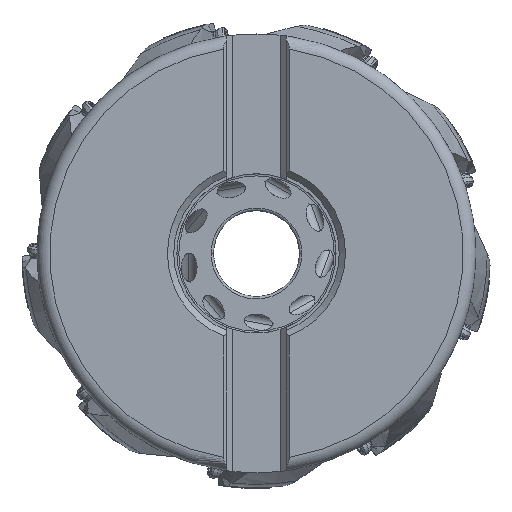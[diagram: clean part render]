
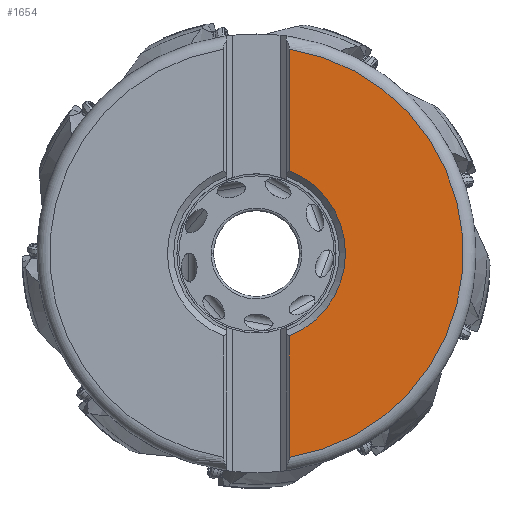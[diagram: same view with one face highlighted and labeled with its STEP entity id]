
A CAD part, top view. The second image highlights one B-rep face of the part: STEP entity #1654.
In plain terms, the highlighted planar face has unit normal (0, 0, 1).
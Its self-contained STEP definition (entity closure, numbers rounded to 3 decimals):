
#879=FACE_OUTER_BOUND('',#2774,.T.);
#1654=ADVANCED_FACE('',(#879),#2328,.T.);
#2328=PLANE('',#15854);
#2774=EDGE_LOOP('',(#7000,#7001,#7002,#7003));
#3707=LINE('',#32921,#4335);
#3708=LINE('',#32922,#4336);
#4335=VECTOR('',#18166,1.);
#4336=VECTOR('',#18167,1.);
#4896=CIRCLE('',#15848,33.);
#4899=CIRCLE('',#15853,14.2);
#7000=ORIENTED_EDGE('',*,*,#12910,.T.);
#7001=ORIENTED_EDGE('',*,*,#12911,.T.);
#7002=ORIENTED_EDGE('',*,*,#12903,.F.);
#7003=ORIENTED_EDGE('',*,*,#12912,.T.);
#11094=VERTEX_POINT('',#32882);
#11095=VERTEX_POINT('',#32883);
#11098=VERTEX_POINT('',#32919);
#11099=VERTEX_POINT('',#32920);
#12903=EDGE_CURVE('',#11094,#11095,#4896,.T.);
#12910=EDGE_CURVE('',#11098,#11099,#4899,.T.);
#12911=EDGE_CURVE('',#11099,#11095,#3707,.T.);
#12912=EDGE_CURVE('',#11094,#11098,#3708,.T.);
#15848=AXIS2_PLACEMENT_3D('',#32881,#18152,#18153);
#15853=AXIS2_PLACEMENT_3D('',#32918,#18164,#18165);
#15854=AXIS2_PLACEMENT_3D('',#32923,#18168,#18169);
#18152=DIRECTION('',(0.,0.,-1.));
#18153=DIRECTION('',(0.159,0.987,0.));
#18164=DIRECTION('',(0.,0.,-1.));
#18165=DIRECTION('',(0.371,0.929,0.));
#18166=DIRECTION('',(0.,-1.,0.));
#18167=DIRECTION('',(0.,-1.,0.));
#18168=DIRECTION('',(0.,0.,1.));
#18169=DIRECTION('',(1.,0.,0.));
#32881=CARTESIAN_POINT('',(0.,0.,0.));
#32882=CARTESIAN_POINT('',(5.262,32.578,0.));
#32883=CARTESIAN_POINT('',(5.262,-32.578,0.));
#32918=CARTESIAN_POINT('',(0.,0.,0.));
#32919=CARTESIAN_POINT('',(5.262,13.189,0.));
#32920=CARTESIAN_POINT('',(5.262,-13.189,0.));
#32921=CARTESIAN_POINT('',(5.262,-13.189,0.));
#32922=CARTESIAN_POINT('',(5.262,32.578,0.));
#32923=CARTESIAN_POINT('',(19.2,0.,0.));
